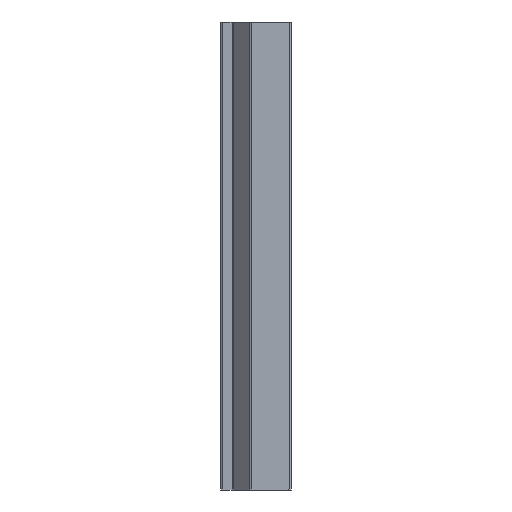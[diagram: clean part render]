
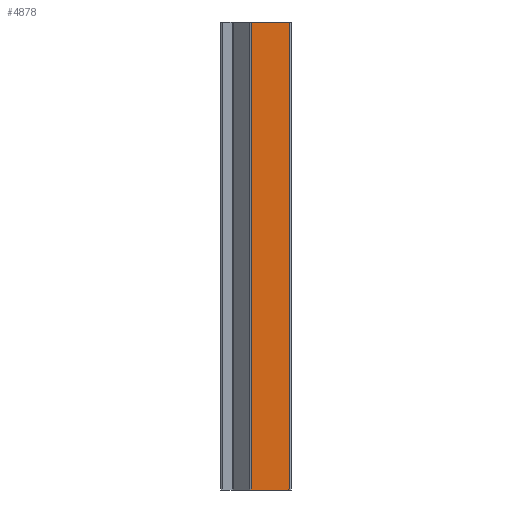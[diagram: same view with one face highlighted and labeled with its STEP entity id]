
A CAD part, left-side view. The second image highlights one B-rep face of the part: STEP entity #4878.
In plain terms, the highlighted planar face has unit normal (-1, 0, 0).
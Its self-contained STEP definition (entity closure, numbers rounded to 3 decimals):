
#77 = FACE_OUTER_BOUND ( 'NONE', #2495, .T. ) ;
#109 = VECTOR ( 'NONE', #5543, 1000. ) ;
#269 = CARTESIAN_POINT ( 'NONE',  ( -22.25, 11.384, 0. ) ) ;
#419 = VECTOR ( 'NONE', #4751, 1000. ) ;
#479 = CARTESIAN_POINT ( 'NONE',  ( -22.25, 11.384, -132.5 ) ) ;
#496 = EDGE_CURVE ( 'NONE', #1260, #979, #615, .T. ) ;
#615 = LINE ( 'NONE', #269, #109 ) ;
#788 = VECTOR ( 'NONE', #2010, 1000. ) ;
#903 = CARTESIAN_POINT ( 'NONE',  ( -22.25, 11.384, 0. ) ) ;
#979 = VERTEX_POINT ( 'NONE', #2804 ) ;
#1207 = CARTESIAN_POINT ( 'NONE',  ( -22.25, 0.5, -132.5 ) ) ;
#1260 = VERTEX_POINT ( 'NONE', #903 ) ;
#1347 = ORIENTED_EDGE ( 'NONE', *, *, #5730, .T. ) ;
#1350 = VECTOR ( 'NONE', #2726, 1000. ) ;
#1367 = CARTESIAN_POINT ( 'NONE',  ( -22.25, 11.384, -132.5 ) ) ;
#1412 = CARTESIAN_POINT ( 'NONE',  ( -22.25, 11.384, -132.5 ) ) ;
#2010 = DIRECTION ( 'NONE',  ( 0., 0., -1. ) ) ;
#2165 = CARTESIAN_POINT ( 'NONE',  ( -22.25, 0.5, -132.5 ) ) ;
#2296 = PLANE ( 'NONE',  #3382 ) ;
#2495 = EDGE_LOOP ( 'NONE', ( #1347, #2891, #5546, #4521 ) ) ;
#2726 = DIRECTION ( 'NONE',  ( 0., -1., 0. ) ) ;
#2804 = CARTESIAN_POINT ( 'NONE',  ( -22.25, 0.5, 0. ) ) ;
#2891 = ORIENTED_EDGE ( 'NONE', *, *, #5067, .T. ) ;
#3177 = DIRECTION ( 'NONE',  ( -1., 0., 0. ) ) ;
#3296 = LINE ( 'NONE', #3756, #788 ) ;
#3382 = AXIS2_PLACEMENT_3D ( 'NONE', #1412, #3177, #3602 ) ;
#3602 = DIRECTION ( 'NONE',  ( 0., 0., 1. ) ) ;
#3756 = CARTESIAN_POINT ( 'NONE',  ( -22.25, 11.384, -132.5 ) ) ;
#4508 = LINE ( 'NONE', #1367, #1350 ) ;
#4521 = ORIENTED_EDGE ( 'NONE', *, *, #5026, .T. ) ;
#4666 = VERTEX_POINT ( 'NONE', #2165 ) ;
#4751 = DIRECTION ( 'NONE',  ( 0., 0., 1. ) ) ;
#4878 = ADVANCED_FACE ( 'NONE', ( #77 ), #2296, .T. ) ;
#5026 = EDGE_CURVE ( 'NONE', #1260, #5070, #3296, .T. ) ;
#5067 = EDGE_CURVE ( 'NONE', #4666, #979, #5178, .T. ) ;
#5070 = VERTEX_POINT ( 'NONE', #479 ) ;
#5178 = LINE ( 'NONE', #1207, #419 ) ;
#5543 = DIRECTION ( 'NONE',  ( 0., -1., 0. ) ) ;
#5546 = ORIENTED_EDGE ( 'NONE', *, *, #496, .F. ) ;
#5730 = EDGE_CURVE ( 'NONE', #5070, #4666, #4508, .T. ) ;
